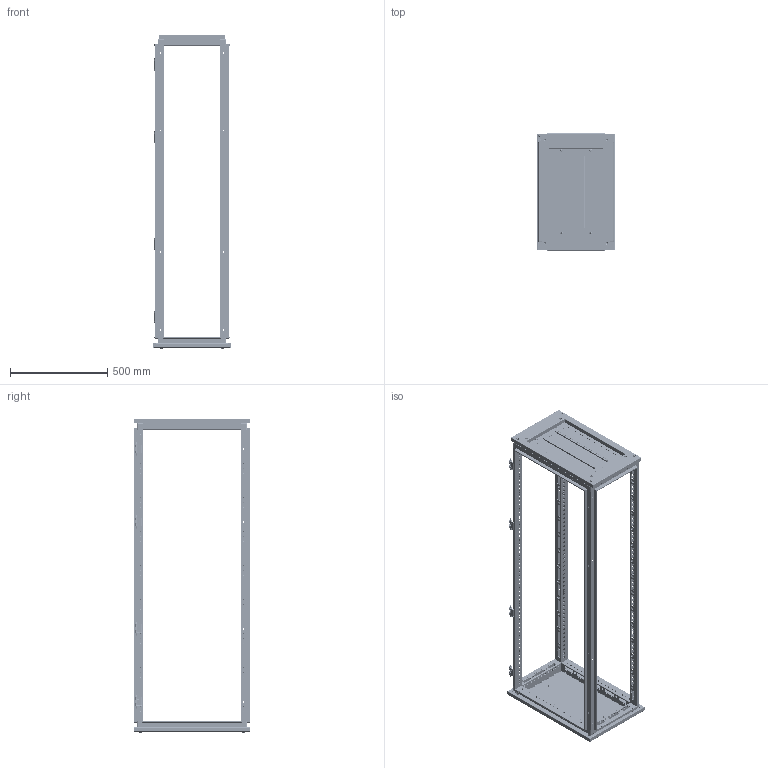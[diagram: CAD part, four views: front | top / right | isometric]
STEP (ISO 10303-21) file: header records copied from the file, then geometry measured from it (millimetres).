
FILE_DESCRIPTION (( 'STEP AP203' ), '1' );
FILE_NAME ('R5KTB64+R5KMDR16.step', '2011-02-16T14:51:11', ( 'User' ), ( 'DKC' ), 'SwSTEP 2.0', 'SolidWorks 2010', '' );
FILE_SCHEMA (( 'CONFIG_CONTROL_DESIGN' ));
Products named in the file (22): cerniera DAE_Default; Montante per quadro_1600; end-cap; land; Button head screw with recessed hexahedron M12 x 20 _ISO 7380 - M12 x 20 --- 20S; Sviluppo tetto da_600x400; AC00C469D_Default; AC00C469S_Default; Traversa frontale per quadro largh._600; Traversa laterale per quadro prof_400; sealant for base_600x400; Assem roof_KTB64; Acc00c561_Default; Flange nut M6_ISO 7044-M6-S; Capscrew with recessed hexahedron M6 x 10_ISO 4762 M6 x 10 --- 10S; Traversa inferiore tenuta fondo_400; Fondo per quadro da_600x95; Lamiera laterale per fondo da_400; Lamiera trasversale per fondo da_600; Assem base_KTB64; R5KTB64+R5KMDR16; AC00C254_Default
Assembly tree (64 placements, depth 3):
  R5KTB64+R5KMDR16
    Assem roof_KTB64
      AC00C469D_Default  x2
      Button head screw with recessed hexahedron M12 x 20 _ISO 7380 - M12 x 20 --- 20S  x4
      land  x2
      AC00C469S_Default  x2
      sealant for base_600x400
      Traversa laterale per quadro prof_400  x2
      Traversa frontale per quadro largh._600  x2
      end-cap  x2
      Sviluppo tetto da_600x400
    AC00C254_Default  x4
    Montante per quadro_1600  x4
    Assem base_KTB64
      sealant for base_600x400
      AC00C469D_Default  x2
      Fondo per quadro da_600x95  x3
      Flange nut M6_ISO 7044-M6-S  x4
      Lamiera laterale per fondo da_400  x2
      Acc00c561_Default  x6
      Traversa inferiore tenuta fondo_400  x2
      Capscrew with recessed hexahedron M6 x 10_ISO 4762 M6 x 10 --- 10S  x4
      AC00C469S_Default  x2
      Traversa frontale per quadro largh._600  x2
      Traversa laterale per quadro prof_400  x2
      Lamiera trasversale per fondo da_600  x2
    cerniera DAE_Default  x4
Bounding box: 399 x 600.5 x 1614.1 mm (x, y, z)
Volume: 4237850.1 mm3; surface area: 5021268 mm2
Topology: 64 solids, 64 shells, 11840 faces, 32112 edges, 20540 vertices
Faces by surface type: plane 6176, cylinder 3514, cone 1152, bspline 702, torus 200, sphere 96
Entity records: 120994 total; most frequent: CARTESIAN_POINT 33449, ORIENTED_EDGE 18166, DIRECTION 16527, EDGE_CURVE 9083, VERTEX_POINT 5818, LINE 5569, VECTOR 5569, AXIS2_PLACEMENT_3D 5479
